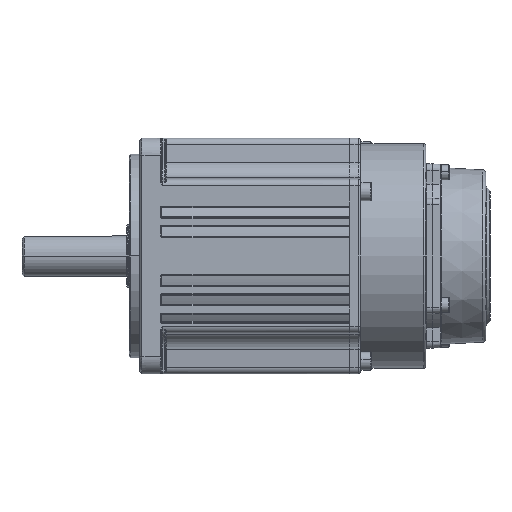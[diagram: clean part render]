
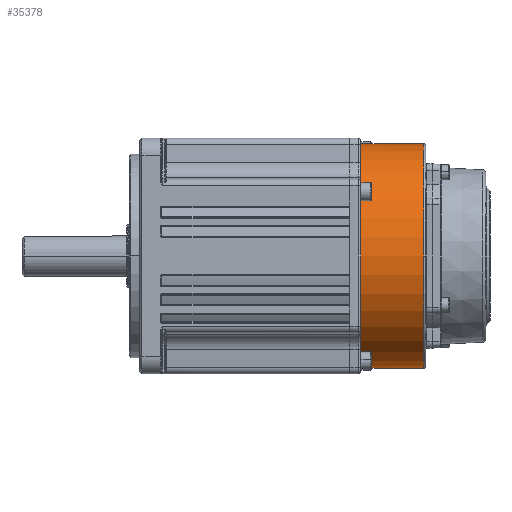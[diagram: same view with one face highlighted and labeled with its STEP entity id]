
A CAD part, front view. The second image highlights one B-rep face of the part: STEP entity #35378.
In plain terms, the highlighted cylindrical face has radius 52.5 mm (diameter 105 mm), a partial arc.
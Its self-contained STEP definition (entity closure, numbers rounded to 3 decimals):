
#1218 = DIRECTION ( 'NONE',  ( -1., 0., 0. ) ) ;
#1496 = VERTEX_POINT ( 'NONE', #53053 ) ;
#2131 = DIRECTION ( 'NONE',  ( -1., 0., 0. ) ) ;
#2953 = EDGE_CURVE ( 'NONE', #34383, #57135, #41605, .T. ) ;
#3076 = ORIENTED_EDGE ( 'NONE', *, *, #2953, .T. ) ;
#3238 = VERTEX_POINT ( 'NONE', #41462 ) ;
#3640 = EDGE_CURVE ( 'NONE', #1496, #30421, #31049, .T. ) ;
#4213 = AXIS2_PLACEMENT_3D ( 'NONE', #46154, #1218, #36379 ) ;
#4424 = AXIS2_PLACEMENT_3D ( 'NONE', #19970, #50708, #14969 ) ;
#8774 = VECTOR ( 'NONE', #23482, 1000. ) ;
#9862 = EDGE_CURVE ( 'NONE', #30421, #47101, #32630, .T. ) ;
#10137 = CARTESIAN_POINT ( 'NONE',  ( 93.313, -1.867, -6. ) ) ;
#10480 = EDGE_LOOP ( 'NONE', ( #3076, #32809, #27625, #22707, #46140, #17856, #41420 ) ) ;
#10956 = EDGE_CURVE ( 'NONE', #57135, #3238, #32693, .T. ) ;
#14969 = DIRECTION ( 'NONE',  ( 0., 1., 0. ) ) ;
#15032 = CARTESIAN_POINT ( 'NONE',  ( 64.013, -1.867, -6. ) ) ;
#17460 = CARTESIAN_POINT ( 'NONE',  ( 64.013, 46.332, -26.812 ) ) ;
#17755 = CARTESIAN_POINT ( 'NONE',  ( 64.013, 46.332, 14.812 ) ) ;
#17856 = ORIENTED_EDGE ( 'NONE', *, *, #20867, .T. ) ;
#18814 = CARTESIAN_POINT ( 'NONE',  ( 93.313, -54.367, -6. ) ) ;
#19130 = CARTESIAN_POINT ( 'NONE',  ( 94.813, 46.42, 14.607 ) ) ;
#19687 = FACE_OUTER_BOUND ( 'NONE', #10480, .T. ) ;
#19970 = CARTESIAN_POINT ( 'NONE',  ( 94.813, -1.867, -6. ) ) ;
#20867 = EDGE_CURVE ( 'NONE', #47101, #35535, #45835, .T. ) ;
#21598 = CARTESIAN_POINT ( 'NONE',  ( 64.013, 46.285, 14.92 ) ) ;
#21820 = CIRCLE ( 'NONE', #56717, 52.5 ) ;
#21885 = CARTESIAN_POINT ( 'NONE',  ( 64.013, 46.285, -26.92 ) ) ;
#22707 = ORIENTED_EDGE ( 'NONE', *, *, #3640, .T. ) ;
#23482 = DIRECTION ( 'NONE',  ( 1., 0., 0. ) ) ;
#26894 = EDGE_CURVE ( 'NONE', #3238, #1496, #21820, .T. ) ;
#27625 = ORIENTED_EDGE ( 'NONE', *, *, #26894, .T. ) ;
#27969 = CYLINDRICAL_SURFACE ( 'NONE', #4424, 52.5 ) ;
#28033 = DIRECTION ( 'NONE',  ( 1., 0., 0. ) ) ;
#28650 = CARTESIAN_POINT ( 'NONE',  ( 64.077, 46.42, -26.607 ) ) ;
#30421 = VERTEX_POINT ( 'NONE', #47467 ) ;
#31049 = B_SPLINE_CURVE_WITH_KNOTS ( 'NONE', 3,
 ( #21885, #17460, #40212, #28650 ),
 .UNSPECIFIED., .F., .F.,
 ( 4, 4 ),
 ( 0., 0. ),
 .UNSPECIFIED. ) ;
#32428 = DIRECTION ( 'NONE',  ( -1., 0., 0. ) ) ;
#32539 = CARTESIAN_POINT ( 'NONE',  ( 93.313, 46.42, -26.607 ) ) ;
#32630 = LINE ( 'NONE', #41213, #8774 ) ;
#32693 = B_SPLINE_CURVE_WITH_KNOTS ( 'NONE', 3,
 ( #35467, #58214, #17755, #21598 ),
 .UNSPECIFIED., .F., .F.,
 ( 4, 4 ),
 ( 0., 0. ),
 .UNSPECIFIED. ) ;
#32735 = VECTOR ( 'NONE', #32428, 1000. ) ;
#32809 = ORIENTED_EDGE ( 'NONE', *, *, #10956, .T. ) ;
#34383 = VERTEX_POINT ( 'NONE', #47357 ) ;
#35378 = ADVANCED_FACE ( 'NONE', ( #19687 ), #27969, .T. ) ;
#35467 = CARTESIAN_POINT ( 'NONE',  ( 64.077, 46.42, 14.607 ) ) ;
#35535 = VERTEX_POINT ( 'NONE', #18814 ) ;
#36379 = DIRECTION ( 'NONE',  ( 0., -1., 0. ) ) ;
#38184 = DIRECTION ( 'NONE',  ( 0., -1., 0. ) ) ;
#38307 = AXIS2_PLACEMENT_3D ( 'NONE', #10137, #2131, #38184 ) ;
#40212 = CARTESIAN_POINT ( 'NONE',  ( 64.034, 46.377, -26.708 ) ) ;
#41213 = CARTESIAN_POINT ( 'NONE',  ( 94.813, 46.42, -26.607 ) ) ;
#41420 = ORIENTED_EDGE ( 'NONE', *, *, #42747, .T. ) ;
#41462 = CARTESIAN_POINT ( 'NONE',  ( 64.013, 46.285, 14.92 ) ) ;
#41605 = LINE ( 'NONE', #19130, #32735 ) ;
#42747 = EDGE_CURVE ( 'NONE', #35535, #34383, #44817, .T. ) ;
#44817 = CIRCLE ( 'NONE', #4213, 52.5 ) ;
#45835 = CIRCLE ( 'NONE', #38307, 52.5 ) ;
#46140 = ORIENTED_EDGE ( 'NONE', *, *, #9862, .T. ) ;
#46154 = CARTESIAN_POINT ( 'NONE',  ( 93.313, -1.867, -6. ) ) ;
#47101 = VERTEX_POINT ( 'NONE', #32539 ) ;
#47357 = CARTESIAN_POINT ( 'NONE',  ( 93.313, 46.42, 14.607 ) ) ;
#47467 = CARTESIAN_POINT ( 'NONE',  ( 64.077, 46.42, -26.607 ) ) ;
#50012 = CARTESIAN_POINT ( 'NONE',  ( 64.077, 46.42, 14.607 ) ) ;
#50708 = DIRECTION ( 'NONE',  ( -1., 0., 0. ) ) ;
#51059 = DIRECTION ( 'NONE',  ( 0., 1., 0. ) ) ;
#53053 = CARTESIAN_POINT ( 'NONE',  ( 64.013, 46.285, -26.92 ) ) ;
#56717 = AXIS2_PLACEMENT_3D ( 'NONE', #15032, #28033, #51059 ) ;
#57135 = VERTEX_POINT ( 'NONE', #50012 ) ;
#58214 = CARTESIAN_POINT ( 'NONE',  ( 64.034, 46.377, 14.708 ) ) ;
